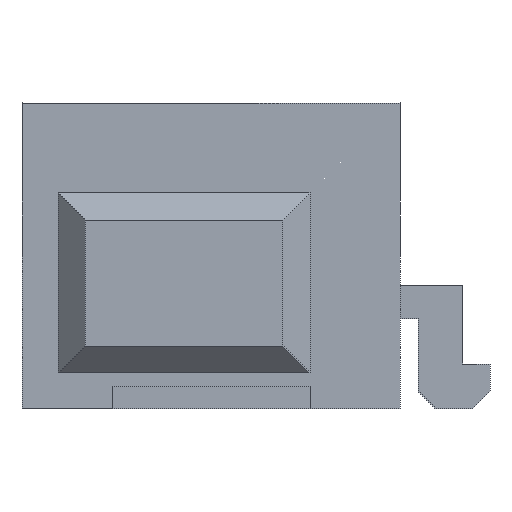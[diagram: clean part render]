
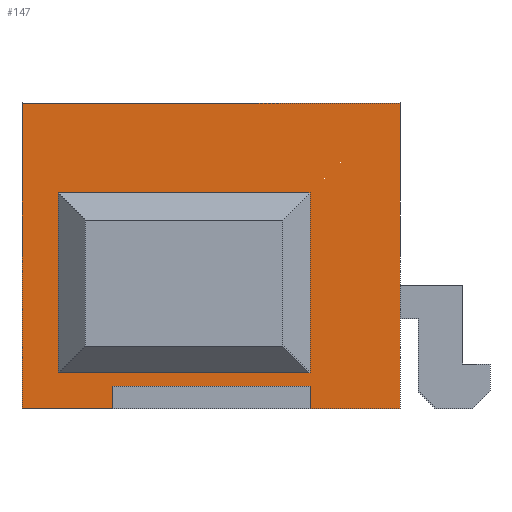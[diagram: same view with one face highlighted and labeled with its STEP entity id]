
A CAD part, front view. The second image highlights one B-rep face of the part: STEP entity #147.
In plain terms, the highlighted planar face has unit normal (0, -1, 0).
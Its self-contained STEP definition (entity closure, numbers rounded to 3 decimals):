
#13=DIRECTION('',(0.,0.,1.));
#14=DIRECTION('',(1.,0.,0.));
#73=VERTEX_POINT('',#74);
#74=CARTESIAN_POINT('',(-1.7,-11.5,2.4));
#78=DIRECTION('',(0.,1.,0.));
#84=VECTOR('',#14,1.);
#87=VERTEX_POINT('',#88);
#88=CARTESIAN_POINT('',(1.1,-11.5,2.4));
#91=ORIENTED_EDGE('',*,*,#92,.F.);
#92=EDGE_CURVE('',#73,#87,#93,.T.);
#93=LINE('',#94,#84);
#94=CARTESIAN_POINT('',(-1.9,-11.5,2.4));
#105=VECTOR('',#13,1.);
#108=VERTEX_POINT('',#109);
#109=CARTESIAN_POINT('',(-1.7,-11.5,0.4));
#113=EDGE_CURVE('',#73,#108,#114,.T.);
#114=LINE('',#115,#116);
#115=CARTESIAN_POINT('',(-1.7,-11.5,0.2));
#116=VECTOR('',#117,1.);
#117=DIRECTION('',(0.,0.,-1.));
#147=ADVANCED_FACE('',(#148,#170),#183,.F.);
#148=FACE_BOUND('',#149,.F.);
#149=EDGE_LOOP('',(#150,#157,#162,#167));
#150=ORIENTED_EDGE('',*,*,#151,.F.);
#151=EDGE_CURVE('',#152,#154,#156,.T.);
#152=VERTEX_POINT('',#153);
#153=CARTESIAN_POINT('',(-2.1,-11.5,0.));
#154=VERTEX_POINT('',#155);
#155=CARTESIAN_POINT('',(2.1,-11.5,0.));
#156=LINE('',#153,#84);
#157=ORIENTED_EDGE('',*,*,#158,.T.);
#158=EDGE_CURVE('',#152,#159,#161,.T.);
#159=VERTEX_POINT('',#160);
#160=CARTESIAN_POINT('',(-2.1,-11.5,3.4));
#161=LINE('',#153,#105);
#162=ORIENTED_EDGE('',*,*,#163,.T.);
#163=EDGE_CURVE('',#159,#164,#166,.T.);
#164=VERTEX_POINT('',#165);
#165=CARTESIAN_POINT('',(2.1,-11.5,3.4));
#166=LINE('',#160,#84);
#167=ORIENTED_EDGE('',*,*,#168,.F.);
#168=EDGE_CURVE('',#154,#164,#169,.T.);
#169=LINE('',#155,#105);
#170=FACE_BOUND('',#171,.F.);
#171=EDGE_LOOP('',(#91,#172,#173,#179));
#172=ORIENTED_EDGE('',*,*,#113,.T.);
#173=ORIENTED_EDGE('',*,*,#174,.T.);
#174=EDGE_CURVE('',#108,#175,#177,.T.);
#175=VERTEX_POINT('',#176);
#176=CARTESIAN_POINT('',(1.1,-11.5,0.4));
#177=LINE('',#178,#84);
#178=CARTESIAN_POINT('',(-1.9,-11.5,0.4));
#179=ORIENTED_EDGE('',*,*,#180,.F.);
#180=EDGE_CURVE('',#87,#175,#181,.T.);
#181=LINE('',#182,#116);
#182=CARTESIAN_POINT('',(1.1,-11.5,0.2));
#183=PLANE('',#184);
#184=AXIS2_PLACEMENT_3D('',#153,#78,#13);
